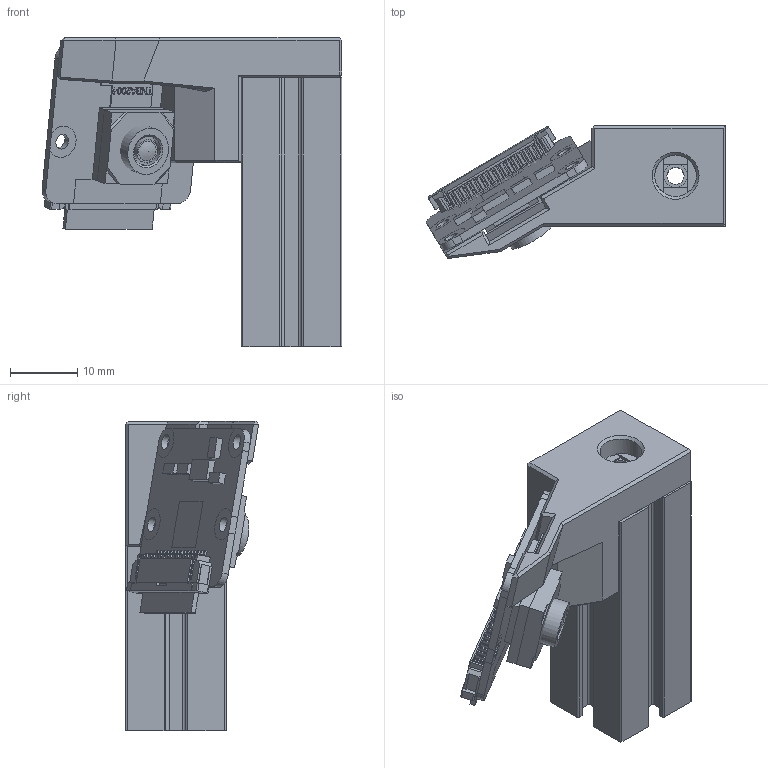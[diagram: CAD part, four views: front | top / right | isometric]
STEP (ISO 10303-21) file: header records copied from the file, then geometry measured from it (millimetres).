
FILE_DESCRIPTION(/* description */ (''),/* implementation_level */ '2;1');
FILE_NAME(/* name */ 'picamera3.step',/* time_stamp */ '2023-03-04T17:16:26Z',/* author */ (''),/* organization */ (''),/* preprocessor_version */ 'ST-DEVELOPER v19.2',/* originating_system */ 'Autodesk Translation Framework v11.17.0.187',/* authorisation */ '');
FILE_SCHEMA (('AUTOMOTIVE_DESIGN { 1 0 10303 214 3 1 1 }'));
Length unit declared in the file: millimetre
Products named in the file (13): Camera Moudule 3 v8; Board; Rear Components; sfw15r3ste1lf; Sony IMX708 v8; Sensor; Lens; Ring; Mount; Housing; Component10; Pi Camera 3 mount; 1515_200mm-2
Assembly tree (12 placements, depth 3):
  Camera Moudule 3 v8
    Board
    Rear Components
      sfw15r3ste1lf
    Sony IMX708 v8
      Sensor
      Lens
      Ring
      Mount
      Housing
    Component10
    Pi Camera 3 mount
    1515_200mm-2
Bounding box: 44.63 x 19.83 x 46 mm (x, y, z)
Volume: 10137.4 mm3; surface area: 12538.8 mm2
Topology: 34 solids, 34 shells, 1390 faces, 3906 edges, 2515 vertices
Faces by surface type: plane 1212, cylinder 89, bspline 85, cone 4
Full cylindrical faces by diameter (mm): 1.6 x2, 2.2 x4, 2.55 x5, 3 x1, 3.5 x2, 4.5 x1, 6.2 x1, 7 x1
Entity records: 45259 total; most frequent: CARTESIAN_POINT 9289, ORIENTED_EDGE 7810, DIRECTION 6590, EDGE_CURVE 3905, LINE 3544, VECTOR 3544, VERTEX_POINT 2515, AXIS2_PLACEMENT_3D 1523
